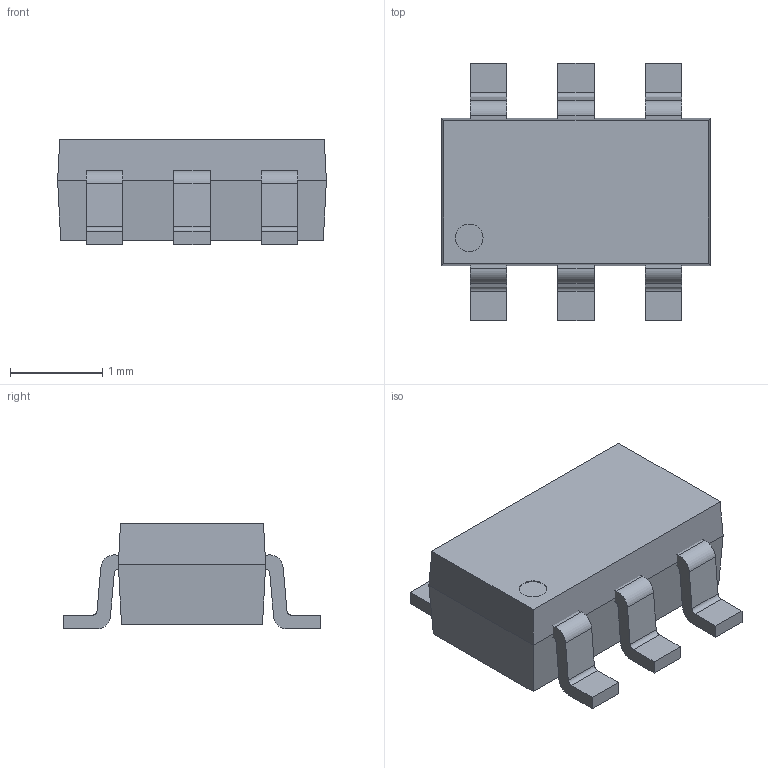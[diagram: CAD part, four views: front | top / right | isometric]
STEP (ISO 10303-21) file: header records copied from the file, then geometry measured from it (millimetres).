
FILE_DESCRIPTION (( 'STEP AP214' ), '1' );
FILE_NAME ('RPV6505B.STEP', '2025-10-13T07:04:12', ( '' ), ( '' ), 'SwSTEP 2.0', 'SolidWorks 2024', '' );
FILE_SCHEMA (( 'AUTOMOTIVE_DESIGN' ));
Length unit declared in the file: millimetre
Products named in the file (3): RPV6505B; RPV6501-body_默认; pin^RPV6501_默认
Assembly tree (7 placements, depth 2):
  RPV6505B
    RPV6501-body_默认
    pin^RPV6501_默认  x6
Bounding box: 2.92 x 2.8 x 1.15 mm (x, y, z)
Volume: 5.4 mm3; surface area: 27.6 mm2
Topology: 7 solids, 7 shells, 97 faces, 242 edges, 160 vertices
Faces by surface type: plane 71, cylinder 26
Entity records: 884 total; most frequent: DIRECTION 148, CARTESIAN_POINT 139, ORIENTED_EDGE 124, EDGE_CURVE 62, LINE 50, VECTOR 50, AXIS2_PLACEMENT_3D 49, VERTEX_POINT 40
